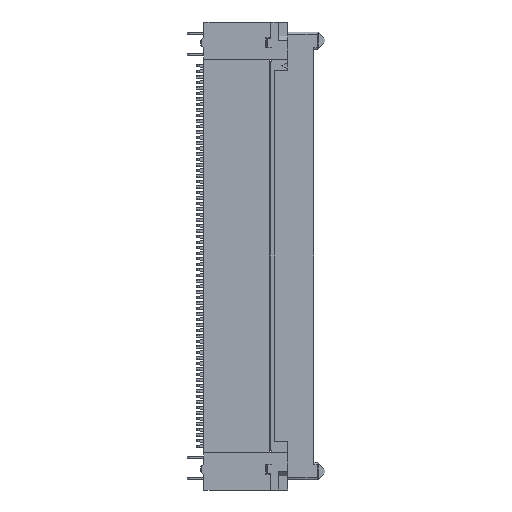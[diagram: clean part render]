
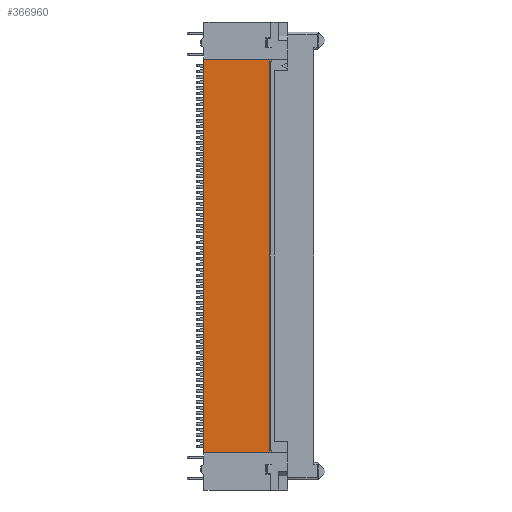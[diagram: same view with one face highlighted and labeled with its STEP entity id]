
A CAD part, left-side view. The second image highlights one B-rep face of the part: STEP entity #366960.
In plain terms, the highlighted planar face has unit normal (-1, 0, 0).
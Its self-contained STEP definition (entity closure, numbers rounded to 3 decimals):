
#25080=CARTESIAN_POINT('',(-6.923,14.231,20.175));
#25090=VERTEX_POINT('',#25080);
#25120=CARTESIAN_POINT('',(-6.923,14.331,20.175));
#25130=DIRECTION('',(0.,1.,0.));
#25140=VECTOR('',#25130,1.);
#25150=LINE('',#25120,#25140);
#25160=CARTESIAN_POINT('',(-6.923,23.681,20.175));
#25170=VERTEX_POINT('',#25160);
#25180=EDGE_CURVE('',#25090,#25170,#25150,.T.);
#336570=CARTESIAN_POINT('',(-6.923,23.681,-24.2));
#336580=DIRECTION('',(0.,0.,1.));
#336590=VECTOR('',#336580,1.);
#336600=LINE('',#336570,#336590);
#336610=CARTESIAN_POINT('',(-6.923,23.681,-36.975));
#336620=VERTEX_POINT('',#336610);
#336630=EDGE_CURVE('',#336620,#25170,#336600,.T.);
#366730=CARTESIAN_POINT('',(-6.923,23.681,
-4.193));
#366740=DIRECTION('',(1.,0.,-0.));
#366750=DIRECTION('',(0.,0.,1.));
#366760=AXIS2_PLACEMENT_3D('',#366730,#366740,#366750);
#366770=PLANE('',#366760);
#366780=ORIENTED_EDGE('',*,*,#25180,.T.);
#366790=CARTESIAN_POINT('',(-6.923,14.231,-24.2));
#366800=DIRECTION('',(0.,0.,1.));
#366810=VECTOR('',#366800,1.);
#366820=LINE('',#366790,#366810);
#366830=CARTESIAN_POINT('',(-6.923,14.231,-36.975));
#366840=VERTEX_POINT('',#366830);
#366850=EDGE_CURVE('',#366840,#25090,#366820,.T.);
#366860=ORIENTED_EDGE('',*,*,#366850,.T.);
#366870=CARTESIAN_POINT('',(-6.923,14.331,-36.975));
#366880=DIRECTION('',(0.,-1.,0.));
#366890=VECTOR('',#366880,1.);
#366900=LINE('',#366870,#366890);
#366910=EDGE_CURVE('',#336620,#366840,#366900,.T.);
#366920=ORIENTED_EDGE('',*,*,#366910,.T.);
#366930=ORIENTED_EDGE('',*,*,#336630,.F.);
#366940=EDGE_LOOP('',(#366930,#366920,#366860,#366780));
#366950=FACE_OUTER_BOUND('',#366940,.T.);
#366960=ADVANCED_FACE('',(#366950),#366770,.F.);
